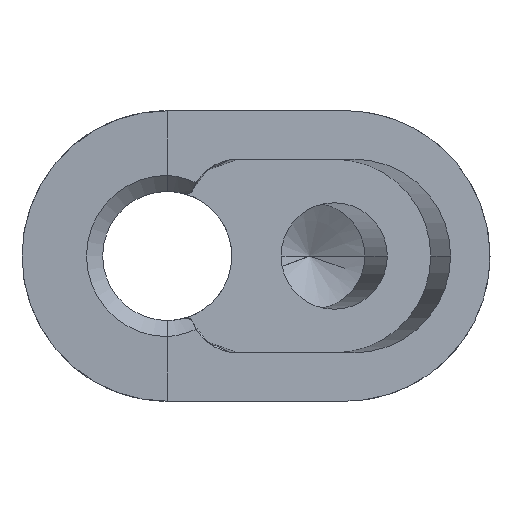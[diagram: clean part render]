
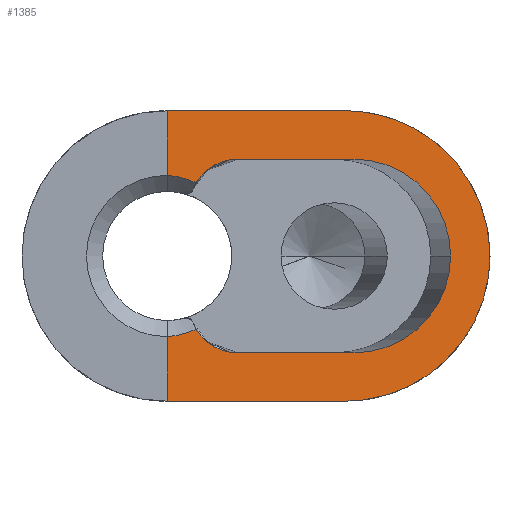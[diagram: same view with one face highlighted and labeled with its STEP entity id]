
A CAD part, left-side view. The second image highlights one B-rep face of the part: STEP entity #1385.
In plain terms, the highlighted planar face has unit normal (-0.998, -0.07, 0).
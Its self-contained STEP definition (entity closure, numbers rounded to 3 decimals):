
#3 = DIRECTION ( 'NONE',  ( 0., 0., 1. ) ) ;
#4 = EDGE_CURVE ( 'NONE', #1399, #1114, #1304, .T. ) ;
#31 = VERTEX_POINT ( 'NONE', #459 ) ;
#40 = LINE ( 'NONE', #189, #1350 ) ;
#72 = CARTESIAN_POINT ( 'NONE',  ( 0.112, -1.6, -4.5 ) ) ;
#104 = CARTESIAN_POINT ( 'NONE',  ( 0.063, -0.894, 2.268 ) ) ;
#137 = CARTESIAN_POINT ( 'NONE',  ( 0.152, -2.179, 3. ) ) ;
#143 = VECTOR ( 'NONE', #521, 1000. ) ;
#152 = ORIENTED_EDGE ( 'NONE', *, *, #524, .F. ) ;
#156 = CARTESIAN_POINT ( 'NONE',  ( 0.085, -1.216, -2.676 ) ) ;
#170 = VERTEX_POINT ( 'NONE', #368 ) ;
#189 = CARTESIAN_POINT ( 'NONE',  ( 0.112, -1.6, 4.5 ) ) ;
#191 =( BOUNDED_CURVE ( )  B_SPLINE_CURVE ( 3, ( #1469, #577, #1335, #453 ),
 .UNSPECIFIED., .F., .T. ) 
 B_SPLINE_CURVE_WITH_KNOTS ( ( 4, 4 ),
 ( 1.641, 2.011 ),
 .UNSPECIFIED. ) 
 CURVE ( )  GEOMETRIC_REPRESENTATION_ITEM ( )  RATIONAL_B_SPLINE_CURVE ( ( 1., 0.989, 0.989, 1. ) ) 
 REPRESENTATION_ITEM ( '' )  );
#196 = CARTESIAN_POINT ( 'NONE',  ( 0.063, -0.894, -2.268 ) ) ;
#205 = CARTESIAN_POINT ( 'NONE',  ( 0.072, -1.026, -2.49 ) ) ;
#208 = CARTESIAN_POINT ( 'NONE',  ( 0.134, -1.921, -3. ) ) ;
#213 = CARTESIAN_POINT ( 'NONE',  ( 0.116, -1.665, -2.932 ) ) ;
#225 = VECTOR ( 'NONE', #512, 1000. ) ;
#228 = EDGE_CURVE ( 'NONE', #170, #31, #1673, .T. ) ;
#235 = CARTESIAN_POINT ( 'NONE',  ( 0.085, -1.216, 2.676 ) ) ;
#238 = CARTESIAN_POINT ( 'NONE',  ( 0.152, -2.179, -3. ) ) ;
#256 = B_SPLINE_CURVE_WITH_KNOTS ( 'NONE', 3,
 ( #1231, #1371, #1104, #235, #981, #104 ),
 .UNSPECIFIED., .F., .F.,
 ( 4, 2, 4 ),
 ( 0., 0.001, 0.002 ),
 .UNSPECIFIED. ) ;
#269 = EDGE_CURVE ( 'NONE', #1661, #824, #1366, .T. ) ;
#277 = VECTOR ( 'NONE', #1583, 1000. ) ;
#287 = DIRECTION ( 'NONE',  ( -0.998, -0.07, 0. ) ) ;
#288 = CARTESIAN_POINT ( 'NONE',  ( 0.043, -0.612, 2.4 ) ) ;
#329 = VERTEX_POINT ( 'NONE', #790 ) ;
#332 = ORIENTED_EDGE ( 'NONE', *, *, #855, .F. ) ;
#333 = CARTESIAN_POINT ( 'NONE',  ( 0.152, -2.179, -3. ) ) ;
#341 = CARTESIAN_POINT ( 'NONE',  ( 0.063, -0.894, 2.268 ) ) ;
#368 = CARTESIAN_POINT ( 'NONE',  ( 0.063, -0.894, 2.268 ) ) ;
#391 = CARTESIAN_POINT ( 'NONE',  ( 0.195, -2.793, 3. ) ) ;
#396 = VECTOR ( 'NONE', #1515, 1000. ) ;
#415 = ORIENTED_EDGE ( 'NONE', *, *, #1180, .F. ) ;
#421 = VERTEX_POINT ( 'NONE', #925 ) ;
#424 = DIRECTION ( 'NONE',  ( 0.07, -0.998, 0. ) ) ;
#453 = CARTESIAN_POINT ( 'NONE',  ( 0.063, -0.894, -2.268 ) ) ;
#459 = CARTESIAN_POINT ( 'NONE',  ( 0., 0., 2.5 ) ) ;
#466 = CARTESIAN_POINT ( 'NONE',  ( 0.405, -5.786, 0. ) ) ;
#475 = ORIENTED_EDGE ( 'NONE', *, *, #1143, .F. ) ;
#478 = LINE ( 'NONE', #391, #143 ) ;
#480 =( BOUNDED_CURVE ( )  B_SPLINE_CURVE ( 3, ( #1239, #693, #1108, #988 ),
 .UNSPECIFIED., .F., .F. ) 
 B_SPLINE_CURVE_WITH_KNOTS ( ( 4, 4 ),
 ( 1.571, 4.712 ),
 .UNSPECIFIED. ) 
 CURVE ( )  GEOMETRIC_REPRESENTATION_ITEM ( )  RATIONAL_B_SPLINE_CURVE ( ( 1., 0.333, 0.333, 1. ) ) 
 REPRESENTATION_ITEM ( '' )  );
#502 = VERTEX_POINT ( 'NONE', #137 ) ;
#512 = DIRECTION ( 'NONE',  ( 0.07, -0.998, 0. ) ) ;
#521 = DIRECTION ( 'NONE',  ( -0.07, 0.998, 0. ) ) ;
#524 = EDGE_CURVE ( 'NONE', #1098, #792, #1617, .T. ) ;
#561 = LINE ( 'NONE', #944, #225 ) ;
#565 = EDGE_CURVE ( 'NONE', #329, #765, #40, .T. ) ;
#577 = CARTESIAN_POINT ( 'NONE',  ( 0.022, -0.311, -2.478 ) ) ;
#582 = CARTESIAN_POINT ( 'NONE',  ( 0.385, -5.5, -4.5 ) ) ;
#646 = CARTESIAN_POINT ( 'NONE',  ( 0.405, -5.786, 3. ) ) ;
#660 = CARTESIAN_POINT ( 'NONE',  ( 0., 0., -2.5 ) ) ;
#683 = AXIS2_PLACEMENT_3D ( 'NONE', #466, #287, #424 ) ;
#693 = CARTESIAN_POINT ( 'NONE',  ( 1.014, -14.5, -4.5 ) ) ;
#704 = EDGE_CURVE ( 'NONE', #792, #421, #561, .T. ) ;
#727 = EDGE_CURVE ( 'NONE', #824, #329, #480, .T. ) ;
#736 = EDGE_CURVE ( 'NONE', #502, #170, #256, .T. ) ;
#740 = DIRECTION ( 'NONE',  ( 0.07, -0.998, 0. ) ) ;
#765 = VERTEX_POINT ( 'NONE', #1491 ) ;
#767 = ORIENTED_EDGE ( 'NONE', *, *, #704, .F. ) ;
#790 = CARTESIAN_POINT ( 'NONE',  ( 0.385, -5.5, 4.5 ) ) ;
#792 = VERTEX_POINT ( 'NONE', #333 ) ;
#798 = CARTESIAN_POINT ( 'NONE',  ( 0.022, -0.311, 2.478 ) ) ;
#816 = LINE ( 'NONE', #1232, #1405 ) ;
#824 = VERTEX_POINT ( 'NONE', #582 ) ;
#826 = ORIENTED_EDGE ( 'NONE', *, *, #4, .F. ) ;
#828 = CARTESIAN_POINT ( 'NONE',  ( 0., 0., 2.5 ) ) ;
#855 = EDGE_CURVE ( 'NONE', #1076, #1098, #191, .T. ) ;
#925 = CARTESIAN_POINT ( 'NONE',  ( 0.405, -5.786, -3. ) ) ;
#926 = ORIENTED_EDGE ( 'NONE', *, *, #1601, .F. ) ;
#944 = CARTESIAN_POINT ( 'NONE',  ( 0.195, -2.793, -3. ) ) ;
#981 = CARTESIAN_POINT ( 'NONE',  ( 0.072, -1.026, 2.49 ) ) ;
#988 = CARTESIAN_POINT ( 'NONE',  ( 0.385, -5.5, 4.5 ) ) ;
#1005 = CARTESIAN_POINT ( 'NONE',  ( 0.063, -0.894, -2.268 ) ) ;
#1010 = ORIENTED_EDGE ( 'NONE', *, *, #228, .F. ) ;
#1076 = VERTEX_POINT ( 'NONE', #660 ) ;
#1079 = CARTESIAN_POINT ( 'NONE',  ( 0.405, -5.786, 0. ) ) ;
#1094 = EDGE_LOOP ( 'NONE', ( #152, #332, #1614, #1295, #1344, #1253, #415, #1010, #1576, #475, #826, #926, #767 ) ) ;
#1098 = VERTEX_POINT ( 'NONE', #1005 ) ;
#1104 = CARTESIAN_POINT ( 'NONE',  ( 0.116, -1.664, 2.932 ) ) ;
#1106 = AXIS2_PLACEMENT_3D ( 'NONE', #1079, #1129, #740 ) ;
#1108 = CARTESIAN_POINT ( 'NONE',  ( 1.014, -14.5, 4.5 ) ) ;
#1114 = VERTEX_POINT ( 'NONE', #646 ) ;
#1129 = DIRECTION ( 'NONE',  ( -0.998, -0.07, 0. ) ) ;
#1143 = EDGE_CURVE ( 'NONE', #1114, #502, #478, .T. ) ;
#1180 = EDGE_CURVE ( 'NONE', #31, #765, #816, .T. ) ;
#1203 = PLANE ( 'NONE',  #1393 ) ;
#1231 = CARTESIAN_POINT ( 'NONE',  ( 0.152, -2.179, 3. ) ) ;
#1232 = CARTESIAN_POINT ( 'NONE',  ( 0., 0., 0. ) ) ;
#1239 = CARTESIAN_POINT ( 'NONE',  ( 0.385, -5.5, -4.5 ) ) ;
#1253 = ORIENTED_EDGE ( 'NONE', *, *, #565, .T. ) ;
#1281 = LINE ( 'NONE', #1676, #277 ) ;
#1294 = DIRECTION ( 'NONE',  ( -0.998, -0.07, 0. ) ) ;
#1295 = ORIENTED_EDGE ( 'NONE', *, *, #269, .T. ) ;
#1304 = CIRCLE ( 'NONE', #1106, 3. ) ;
#1315 = EDGE_CURVE ( 'NONE', #1661, #1076, #1281, .T. ) ;
#1326 = DIRECTION ( 'NONE',  ( 0.07, -0.998, 0. ) ) ;
#1335 = CARTESIAN_POINT ( 'NONE',  ( 0.043, -0.612, -2.4 ) ) ;
#1344 = ORIENTED_EDGE ( 'NONE', *, *, #727, .T. ) ;
#1350 = VECTOR ( 'NONE', #1388, 1000. ) ;
#1358 = CARTESIAN_POINT ( 'NONE',  ( 0.614, -8.779, 0. ) ) ;
#1366 = LINE ( 'NONE', #72, #396 ) ;
#1371 = CARTESIAN_POINT ( 'NONE',  ( 0.134, -1.921, 3. ) ) ;
#1385 = ADVANCED_FACE ( 'NONE', ( #1512 ), #1203, .T. ) ;
#1388 = DIRECTION ( 'NONE',  ( -0.07, 0.998, 0. ) ) ;
#1390 = CARTESIAN_POINT ( 'NONE',  ( 0., 0., 0. ) ) ;
#1393 = AXIS2_PLACEMENT_3D ( 'NONE', #1390, #1294, #1326 ) ;
#1399 = VERTEX_POINT ( 'NONE', #1358 ) ;
#1405 = VECTOR ( 'NONE', #3, 1000. ) ;
#1469 = CARTESIAN_POINT ( 'NONE',  ( 0., 0., -2.5 ) ) ;
#1491 = CARTESIAN_POINT ( 'NONE',  ( 0., 0., 4.5 ) ) ;
#1512 = FACE_OUTER_BOUND ( 'NONE', #1094, .T. ) ;
#1515 = DIRECTION ( 'NONE',  ( 0.07, -0.998, 0. ) ) ;
#1576 = ORIENTED_EDGE ( 'NONE', *, *, #736, .F. ) ;
#1583 = DIRECTION ( 'NONE',  ( 0., 0., 1. ) ) ;
#1601 = EDGE_CURVE ( 'NONE', #421, #1399, #1627, .T. ) ;
#1614 = ORIENTED_EDGE ( 'NONE', *, *, #1315, .F. ) ;
#1617 = B_SPLINE_CURVE_WITH_KNOTS ( 'NONE', 3,
 ( #196, #205, #156, #213, #208, #238 ),
 .UNSPECIFIED., .F., .F.,
 ( 4, 2, 4 ),
 ( 0., 0.001, 0.002 ),
 .UNSPECIFIED. ) ;
#1618 = CARTESIAN_POINT ( 'NONE',  ( 0., 0., -4.5 ) ) ;
#1627 = CIRCLE ( 'NONE', #683, 3. ) ;
#1661 = VERTEX_POINT ( 'NONE', #1618 ) ;
#1673 =( BOUNDED_CURVE ( )  B_SPLINE_CURVE ( 3, ( #341, #288, #798, #828 ),
 .UNSPECIFIED., .F., .F. ) 
 B_SPLINE_CURVE_WITH_KNOTS ( ( 4, 4 ),
 ( 4.273, 4.642 ),
 .UNSPECIFIED. ) 
 CURVE ( )  GEOMETRIC_REPRESENTATION_ITEM ( )  RATIONAL_B_SPLINE_CURVE ( ( 1., 0.989, 0.989, 1. ) ) 
 REPRESENTATION_ITEM ( '' )  );
#1676 = CARTESIAN_POINT ( 'NONE',  ( 0., 0., 0. ) ) ;
